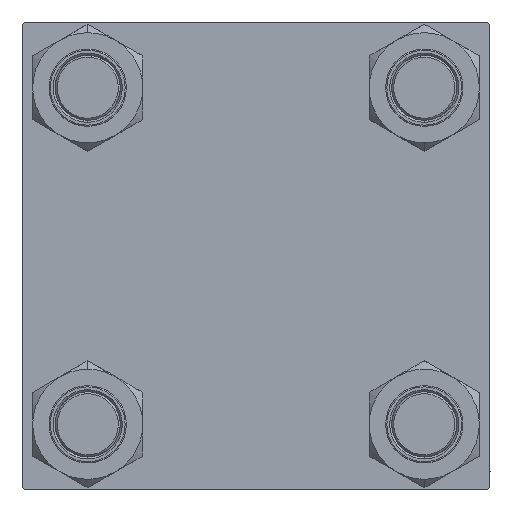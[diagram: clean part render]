
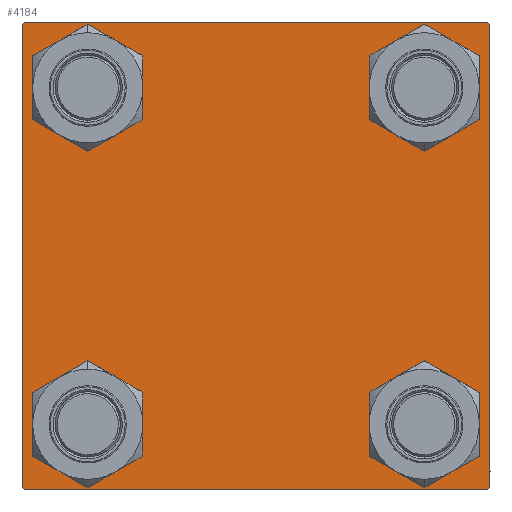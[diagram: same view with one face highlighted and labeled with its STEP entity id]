
A CAD part, left-side view. The second image highlights one B-rep face of the part: STEP entity #4184.
In plain terms, the highlighted planar face has unit normal (-1, 0, 0).
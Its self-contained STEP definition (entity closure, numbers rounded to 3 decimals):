
#71 = AXIS2_PLACEMENT_3D ( 'NONE', #24156, #44178, #31633 ) ;
#245 = CARTESIAN_POINT ( 'NONE',  ( 0., 57.25, 57.25 ) ) ;
#482 = DIRECTION ( 'NONE',  ( 0., -1., 0. ) ) ;
#568 = EDGE_CURVE ( 'NONE', #49082, #30011, #22810, .T. ) ;
#641 = CARTESIAN_POINT ( 'NONE',  ( 0., 57.5, 57.5 ) ) ;
#938 = CIRCLE ( 'NONE', #9120, 8.5 ) ;
#1218 = VERTEX_POINT ( 'NONE', #28271 ) ;
#1266 = VERTEX_POINT ( 'NONE', #24553 ) ;
#1896 = EDGE_CURVE ( 'NONE', #4948, #8294, #938, .T. ) ;
#2548 = DIRECTION ( 'NONE',  ( 0., 0., 1. ) ) ;
#2551 = DIRECTION ( 'NONE',  ( 0., 0.707, 0.707 ) ) ;
#2743 = ORIENTED_EDGE ( 'NONE', *, *, #568, .F. ) ;
#3839 = LINE ( 'NONE', #245, #17411 ) ;
#3914 = EDGE_LOOP ( 'NONE', ( #31414, #29171 ) ) ;
#4184 = ADVANCED_FACE ( 'NONE', ( #20806, #44686, #9512, #40824, #42332 ), #7170, .T. ) ;
#4438 = AXIS2_PLACEMENT_3D ( 'NONE', #28153, #36102, #24028 ) ;
#4948 = VERTEX_POINT ( 'NONE', #41589 ) ;
#5478 = AXIS2_PLACEMENT_3D ( 'NONE', #18368, #9240, #24884 ) ;
#6435 = CARTESIAN_POINT ( 'NONE',  ( 0., -41.35, 41.35 ) ) ;
#7170 = PLANE ( 'NONE',  #48666 ) ;
#7447 = AXIS2_PLACEMENT_3D ( 'NONE', #6435, #37500, #25687 ) ;
#7786 = VERTEX_POINT ( 'NONE', #21436 ) ;
#8128 = VECTOR ( 'NONE', #33693, 1000. ) ;
#8294 = VERTEX_POINT ( 'NONE', #48545 ) ;
#8513 = EDGE_LOOP ( 'NONE', ( #23314, #49970 ) ) ;
#8967 = EDGE_CURVE ( 'NONE', #7786, #12412, #18014, .T. ) ;
#9077 = CARTESIAN_POINT ( 'NONE',  ( 0., 57.5, -57. ) ) ;
#9120 = AXIS2_PLACEMENT_3D ( 'NONE', #39736, #28679, #12527 ) ;
#9240 = DIRECTION ( 'NONE',  ( 1., 0., 0. ) ) ;
#9512 = FACE_BOUND ( 'NONE', #12409, .T. ) ;
#9726 = EDGE_CURVE ( 'NONE', #12412, #20921, #45515, .T. ) ;
#10119 = CARTESIAN_POINT ( 'NONE',  ( 0., -57., 57.5 ) ) ;
#11199 = EDGE_CURVE ( 'NONE', #1266, #20731, #34424, .T. ) ;
#12409 = EDGE_LOOP ( 'NONE', ( #28686, #28323 ) ) ;
#12412 = VERTEX_POINT ( 'NONE', #39827 ) ;
#12508 = EDGE_CURVE ( 'NONE', #1218, #30011, #25906, .T. ) ;
#12527 = DIRECTION ( 'NONE',  ( 0., 0., 1. ) ) ;
#12662 = VECTOR ( 'NONE', #37515, 1000. ) ;
#13100 = VERTEX_POINT ( 'NONE', #9077 ) ;
#13565 = CARTESIAN_POINT ( 'NONE',  ( 0., 41.35, -32.85 ) ) ;
#13735 = VERTEX_POINT ( 'NONE', #13565 ) ;
#13927 = DIRECTION ( 'NONE',  ( 0., -0.707, 0.707 ) ) ;
#14350 = CARTESIAN_POINT ( 'NONE',  ( 0., -57.5, -57. ) ) ;
#14802 = CIRCLE ( 'NONE', #7447, 8.5 ) ;
#14924 = DIRECTION ( 'NONE',  ( 0., 0., 1. ) ) ;
#15125 = CARTESIAN_POINT ( 'NONE',  ( 0., 57.5, 57.5 ) ) ;
#17129 = EDGE_CURVE ( 'NONE', #49082, #24270, #3839, .T. ) ;
#17411 = VECTOR ( 'NONE', #35679, 1000. ) ;
#17773 = CARTESIAN_POINT ( 'NONE',  ( 0., -57.25, -57.25 ) ) ;
#18014 = LINE ( 'NONE', #38040, #8128 ) ;
#18234 = DIRECTION ( 'NONE',  ( 1., 0., 0. ) ) ;
#18368 = CARTESIAN_POINT ( 'NONE',  ( 0., 41.35, 41.35 ) ) ;
#19694 = VECTOR ( 'NONE', #2551, 1000. ) ;
#20414 = ORIENTED_EDGE ( 'NONE', *, *, #8967, .T. ) ;
#20731 = VERTEX_POINT ( 'NONE', #22617 ) ;
#20806 = FACE_BOUND ( 'NONE', #3914, .T. ) ;
#20818 = CIRCLE ( 'NONE', #4438, 8.5 ) ;
#20921 = VERTEX_POINT ( 'NONE', #14350 ) ;
#21372 = ORIENTED_EDGE ( 'NONE', *, *, #39155, .F. ) ;
#21436 = CARTESIAN_POINT ( 'NONE',  ( 0., 57., -57.5 ) ) ;
#21648 = CARTESIAN_POINT ( 'NONE',  ( 0., 41.35, -49.85 ) ) ;
#22352 = ORIENTED_EDGE ( 'NONE', *, *, #11199, .T. ) ;
#22415 = CARTESIAN_POINT ( 'NONE',  ( 0., 57.5, 57. ) ) ;
#22617 = CARTESIAN_POINT ( 'NONE',  ( 0., -41.35, -32.85 ) ) ;
#22810 = LINE ( 'NONE', #15125, #35316 ) ;
#22868 = DIRECTION ( 'NONE',  ( 1., 0., 0. ) ) ;
#23085 = LINE ( 'NONE', #46222, #48513 ) ;
#23314 = ORIENTED_EDGE ( 'NONE', *, *, #44830, .T. ) ;
#23990 = DIRECTION ( 'NONE',  ( 0., 0., -1. ) ) ;
#24028 = DIRECTION ( 'NONE',  ( 0., 0., 1. ) ) ;
#24156 = CARTESIAN_POINT ( 'NONE',  ( 0., -41.35, -41.35 ) ) ;
#24270 = VERTEX_POINT ( 'NONE', #22415 ) ;
#24494 = LINE ( 'NONE', #641, #32850 ) ;
#24553 = CARTESIAN_POINT ( 'NONE',  ( 0., -41.35, -49.85 ) ) ;
#24614 = VERTEX_POINT ( 'NONE', #25698 ) ;
#24884 = DIRECTION ( 'NONE',  ( 0., 0., 1. ) ) ;
#25271 = EDGE_CURVE ( 'NONE', #13100, #7786, #45235, .T. ) ;
#25391 = AXIS2_PLACEMENT_3D ( 'NONE', #49018, #29233, #48763 ) ;
#25687 = DIRECTION ( 'NONE',  ( 0., 0., 1. ) ) ;
#25698 = CARTESIAN_POINT ( 'NONE',  ( 0., 41.35, 49.85 ) ) ;
#25832 = ORIENTED_EDGE ( 'NONE', *, *, #17129, .T. ) ;
#25906 = LINE ( 'NONE', #29521, #19694 ) ;
#26631 = CIRCLE ( 'NONE', #49608, 8.5 ) ;
#27634 = AXIS2_PLACEMENT_3D ( 'NONE', #50119, #22868, #14924 ) ;
#28153 = CARTESIAN_POINT ( 'NONE',  ( 0., 41.35, 41.35 ) ) ;
#28271 = CARTESIAN_POINT ( 'NONE',  ( 0., -57.5, 57. ) ) ;
#28323 = ORIENTED_EDGE ( 'NONE', *, *, #47047, .T. ) ;
#28679 = DIRECTION ( 'NONE',  ( 1., 0., 0. ) ) ;
#28686 = ORIENTED_EDGE ( 'NONE', *, *, #32130, .T. ) ;
#29171 = ORIENTED_EDGE ( 'NONE', *, *, #1896, .T. ) ;
#29233 = DIRECTION ( 'NONE',  ( 1., 0., 0. ) ) ;
#29521 = CARTESIAN_POINT ( 'NONE',  ( 0., -57.25, 57.25 ) ) ;
#30011 = VERTEX_POINT ( 'NONE', #10119 ) ;
#30515 = ORIENTED_EDGE ( 'NONE', *, *, #37010, .T. ) ;
#30777 = EDGE_CURVE ( 'NONE', #39556, #24614, #34130, .T. ) ;
#31414 = ORIENTED_EDGE ( 'NONE', *, *, #36658, .T. ) ;
#31633 = DIRECTION ( 'NONE',  ( 0., 0., 1. ) ) ;
#32130 = EDGE_CURVE ( 'NONE', #13735, #46170, #50621, .T. ) ;
#32850 = VECTOR ( 'NONE', #23990, 1000. ) ;
#33472 = CARTESIAN_POINT ( 'NONE',  ( 0., 41.35, 32.85 ) ) ;
#33693 = DIRECTION ( 'NONE',  ( 0., -1., 0. ) ) ;
#33746 = ORIENTED_EDGE ( 'NONE', *, *, #25271, .T. ) ;
#34130 = CIRCLE ( 'NONE', #5478, 8.5 ) ;
#34136 = DIRECTION ( 'NONE',  ( -1., 0., 0. ) ) ;
#34390 = VECTOR ( 'NONE', #13927, 1000. ) ;
#34424 = CIRCLE ( 'NONE', #25391, 8.5 ) ;
#34439 = EDGE_LOOP ( 'NONE', ( #46365, #22352 ) ) ;
#35316 = VECTOR ( 'NONE', #482, 1000. ) ;
#35679 = DIRECTION ( 'NONE',  ( 0., 0.707, -0.707 ) ) ;
#36102 = DIRECTION ( 'NONE',  ( 1., 0., 0. ) ) ;
#36658 = EDGE_CURVE ( 'NONE', #8294, #4948, #14802, .T. ) ;
#36804 = ORIENTED_EDGE ( 'NONE', *, *, #9726, .T. ) ;
#37010 = EDGE_CURVE ( 'NONE', #24270, #13100, #24494, .T. ) ;
#37370 = ORIENTED_EDGE ( 'NONE', *, *, #12508, .T. ) ;
#37476 = EDGE_LOOP ( 'NONE', ( #30515, #33746, #20414, #36804, #21372, #37370, #2743, #25832 ) ) ;
#37500 = DIRECTION ( 'NONE',  ( 1., 0., 0. ) ) ;
#37515 = DIRECTION ( 'NONE',  ( 0., -0.707, -0.707 ) ) ;
#38040 = CARTESIAN_POINT ( 'NONE',  ( 0., 57.5, -57.5 ) ) ;
#38077 = EDGE_CURVE ( 'NONE', #20731, #1266, #47677, .T. ) ;
#39155 = EDGE_CURVE ( 'NONE', #1218, #20921, #23085, .T. ) ;
#39556 = VERTEX_POINT ( 'NONE', #33472 ) ;
#39736 = CARTESIAN_POINT ( 'NONE',  ( 0., -41.35, 41.35 ) ) ;
#39827 = CARTESIAN_POINT ( 'NONE',  ( 0., -57., -57.5 ) ) ;
#40824 = FACE_BOUND ( 'NONE', #8513, .T. ) ;
#41589 = CARTESIAN_POINT ( 'NONE',  ( 0., -41.35, 32.85 ) ) ;
#41625 = CARTESIAN_POINT ( 'NONE',  ( 0., 57.25, -57.25 ) ) ;
#42332 = FACE_OUTER_BOUND ( 'NONE', #37476, .T. ) ;
#43498 = CARTESIAN_POINT ( 'NONE',  ( 0., 57., 57.5 ) ) ;
#44178 = DIRECTION ( 'NONE',  ( 1., 0., 0. ) ) ;
#44686 = FACE_BOUND ( 'NONE', #34439, .T. ) ;
#44830 = EDGE_CURVE ( 'NONE', #24614, #39556, #20818, .T. ) ;
#45235 = LINE ( 'NONE', #41625, #12662 ) ;
#45515 = LINE ( 'NONE', #17773, #34390 ) ;
#46170 = VERTEX_POINT ( 'NONE', #21648 ) ;
#46203 = CARTESIAN_POINT ( 'NONE',  ( 0., 0., 0. ) ) ;
#46222 = CARTESIAN_POINT ( 'NONE',  ( 0., -57.5, 57.5 ) ) ;
#46365 = ORIENTED_EDGE ( 'NONE', *, *, #38077, .T. ) ;
#46481 = DIRECTION ( 'NONE',  ( 0., 0., -1. ) ) ;
#47047 = EDGE_CURVE ( 'NONE', #46170, #13735, #26631, .T. ) ;
#47677 = CIRCLE ( 'NONE', #71, 8.5 ) ;
#48513 = VECTOR ( 'NONE', #46481, 1000. ) ;
#48545 = CARTESIAN_POINT ( 'NONE',  ( 0., -41.35, 49.85 ) ) ;
#48583 = CARTESIAN_POINT ( 'NONE',  ( 0., 41.35, -41.35 ) ) ;
#48666 = AXIS2_PLACEMENT_3D ( 'NONE', #46203, #34136, #2548 ) ;
#48763 = DIRECTION ( 'NONE',  ( 0., 0., 1. ) ) ;
#49018 = CARTESIAN_POINT ( 'NONE',  ( 0., -41.35, -41.35 ) ) ;
#49082 = VERTEX_POINT ( 'NONE', #43498 ) ;
#49086 = DIRECTION ( 'NONE',  ( 0., 0., 1. ) ) ;
#49608 = AXIS2_PLACEMENT_3D ( 'NONE', #48583, #18234, #49086 ) ;
#49970 = ORIENTED_EDGE ( 'NONE', *, *, #30777, .T. ) ;
#50119 = CARTESIAN_POINT ( 'NONE',  ( 0., 41.35, -41.35 ) ) ;
#50621 = CIRCLE ( 'NONE', #27634, 8.5 ) ;
